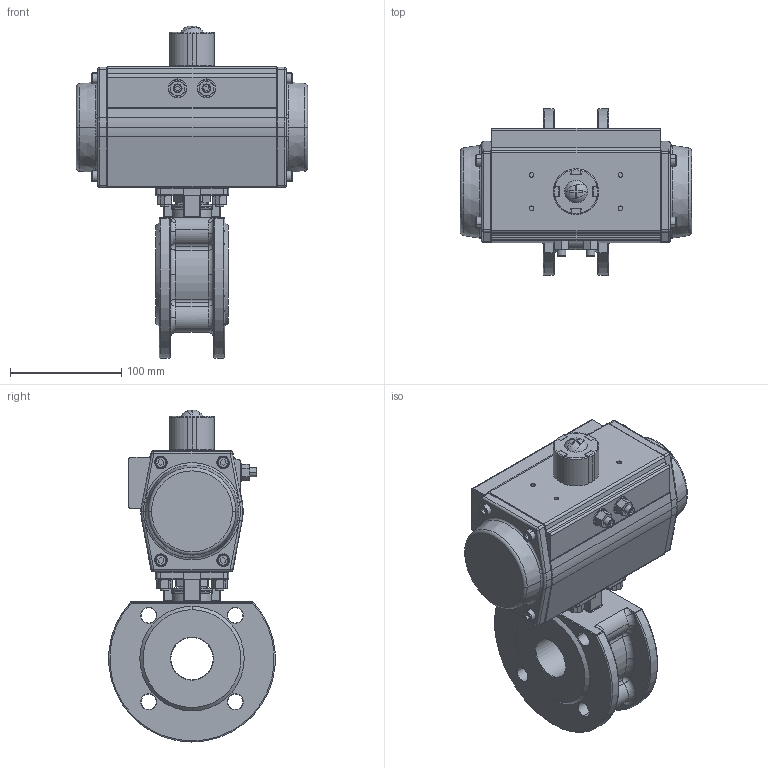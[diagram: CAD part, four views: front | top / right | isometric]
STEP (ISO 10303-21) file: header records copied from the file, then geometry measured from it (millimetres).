
FILE_DESCRIPTION(('HOOPS Exchange Step'),'2;1');
FILE_NAME('PK0601_DN40.stp','2025-05-09T11:41:01+02:00',('nieru'),('Unknown organisation'),'HOOPS Exchange 2024.2','HOOPS Exchange','Unknown authorisation');
FILE_SCHEMA( ('AP203_CONFIGURATION_CONTROLLED_3D_DESIGN_OF_MECHANICAL_PARTS_AND_ASSEMBLIES_MIM_LF') );
Length unit declared in the file: millimetre
Products named in the file (5): 0; root
Assembly tree (4 placements, depth 3):
  root
    0
      0
      0
      0
Bounding box: 208 x 149.52 x 298.65 mm (x, y, z)
Volume: 1730245.8 mm3; surface area: 311858.1 mm2
Topology: 38 solids, 38 shells, 1672 faces, 4071 edges, 2463 vertices
Faces by surface type: cylinder 555, plane 496, bspline 203, torus 194, cone 170, sphere 54
Full cylindrical faces by diameter (mm): 19.05 x1, 19.95 x1, 38 x1
Entity records: 73534 total; most frequent: CARTESIAN_POINT 35370, ORIENTED_EDGE 8012, DIRECTION 7638, EDGE_CURVE 4006, AXIS2_PLACEMENT_3D 2990, VERTEX_POINT 2463, EDGE_LOOP 1821, FACE_BOUND 1821
